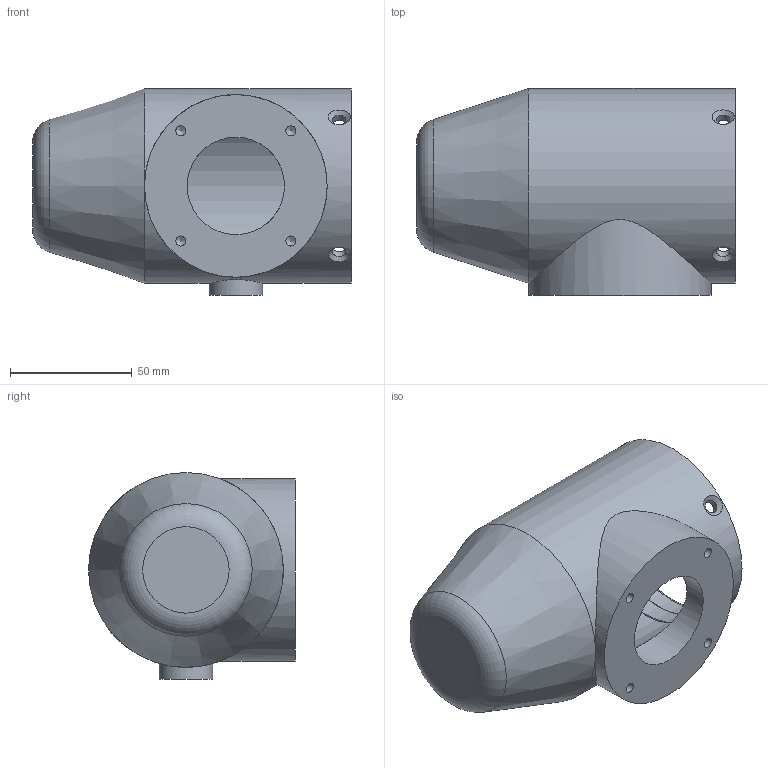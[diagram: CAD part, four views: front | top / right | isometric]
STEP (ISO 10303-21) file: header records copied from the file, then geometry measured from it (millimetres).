
FILE_DESCRIPTION(/* description */ ('ENCEINTE '),/* implementation_level */ '2;1');
FILE_NAME(/* name */ 'HROVV011601-C.stp',/* time_stamp */ '2019-10-29T02:12:57-08:00',/* author */ ('lartz'),/* organization */ (''),/* preprocessor_version */ 'ST-DEVELOPER v16.13',/* originating_system */ 'Autodesk Inventor 2018',/* authorisation */ '');
FILE_SCHEMA (('AUTOMOTIVE_DESIGN { 1 0 10303 214 3 1 1 }'));
Length unit declared in the file: millimetre
Products named in the file (1): HROV.V.01.16.01
Bounding box: 131 x 85 x 85 mm (x, y, z)
Volume: 168524 mm3; surface area: 65332.4 mm2
Topology: 1 solids, 1 shells, 37 faces, 90 edges, 57 vertices
Faces by surface type: cylinder 16, cone 13, plane 5, torus 3
Full cylindrical faces by diameter (mm): 4.134 x4, 5.5 x4, 8.376 x1, 22 x1, 40 x1, 70.5 x1, 71 x2, 75 x1, 80 x1
Entity records: 1321 total; most frequent: CARTESIAN_POINT 605, DIRECTION 136, ORIENTED_EDGE 92, EDGE_LOOP 83, AXIS2_PLACEMENT_3D 68, FACE_BOUND 46, EDGE_CURVE 46, VERTEX_POINT 45
